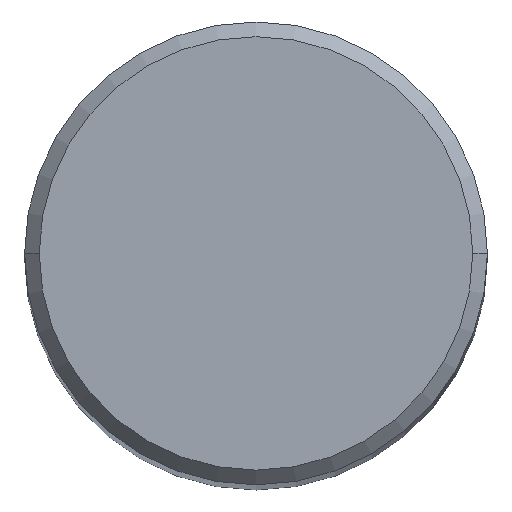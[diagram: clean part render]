
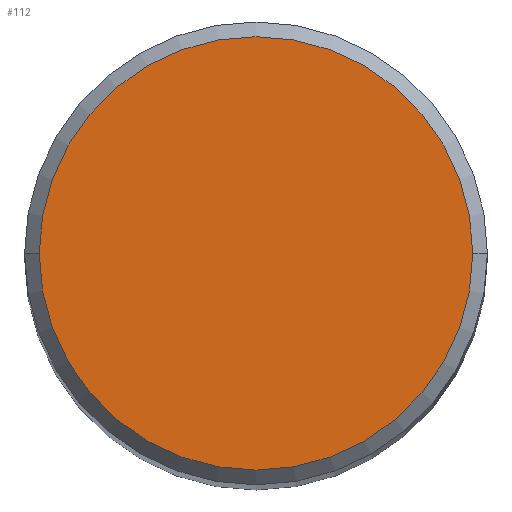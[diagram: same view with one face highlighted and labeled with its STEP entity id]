
A CAD part, top view. The second image highlights one B-rep face of the part: STEP entity #112.
In plain terms, the highlighted planar face has unit normal (0, 0, 1).
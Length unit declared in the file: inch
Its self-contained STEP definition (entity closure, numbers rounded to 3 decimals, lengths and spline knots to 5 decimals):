
#15 = AXIS2_PLACEMENT_3D ( 'NONE', #221, #190, #193 ) ;
#37 = PLANE ( 'NONE',  #15 ) ;
#44 = DIRECTION ( 'NONE',  ( 1., 0., 0. ) ) ;
#45 = CIRCLE ( 'NONE', #58, 0.22122 ) ;
#58 = AXIS2_PLACEMENT_3D ( 'NONE', #141, #124, #44 ) ;
#69 = EDGE_LOOP ( 'NONE', ( #120, #143 ) ) ;
#89 = VERTEX_POINT ( 'NONE', #127 ) ;
#96 = CARTESIAN_POINT ( 'NONE',  ( 0., 0., 3.26772 ) ) ;
#110 = CARTESIAN_POINT ( 'NONE',  ( -0.22122, 0., 3.26772 ) ) ;
#112 = ADVANCED_FACE ( 'NONE', ( #114 ), #37, .T. ) ;
#114 = FACE_OUTER_BOUND ( 'NONE', #69, .T. ) ;
#115 = EDGE_CURVE ( 'NONE', #89, #184, #179, .T. ) ;
#120 = ORIENTED_EDGE ( 'NONE', *, *, #236, .T. ) ;
#124 = DIRECTION ( 'NONE',  ( 0., 0., 1. ) ) ;
#127 = CARTESIAN_POINT ( 'NONE',  ( 0.22122, 0., 3.26772 ) ) ;
#141 = CARTESIAN_POINT ( 'NONE',  ( 0., 0., 3.26772 ) ) ;
#143 = ORIENTED_EDGE ( 'NONE', *, *, #115, .T. ) ;
#153 = DIRECTION ( 'NONE',  ( 1., 0., 0. ) ) ;
#179 = CIRCLE ( 'NONE', #215, 0.22122 ) ;
#184 = VERTEX_POINT ( 'NONE', #110 ) ;
#190 = DIRECTION ( 'NONE',  ( 0., 0., 1. ) ) ;
#193 = DIRECTION ( 'NONE',  ( 1., 0., 0. ) ) ;
#215 = AXIS2_PLACEMENT_3D ( 'NONE', #96, #242, #153 ) ;
#221 = CARTESIAN_POINT ( 'NONE',  ( 0., 0., 3.26772 ) ) ;
#236 = EDGE_CURVE ( 'NONE', #184, #89, #45, .T. ) ;
#242 = DIRECTION ( 'NONE',  ( 0., 0., 1. ) ) ;
